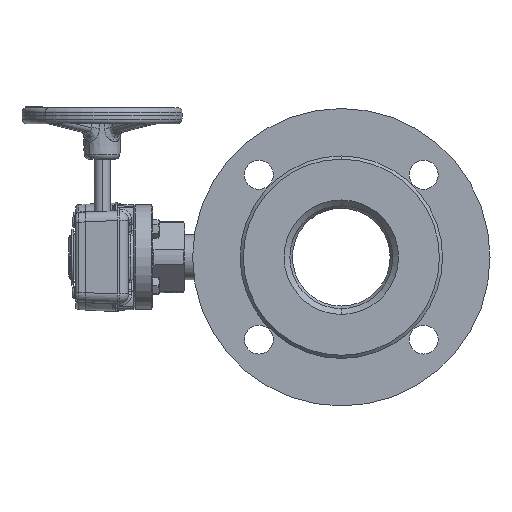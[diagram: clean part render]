
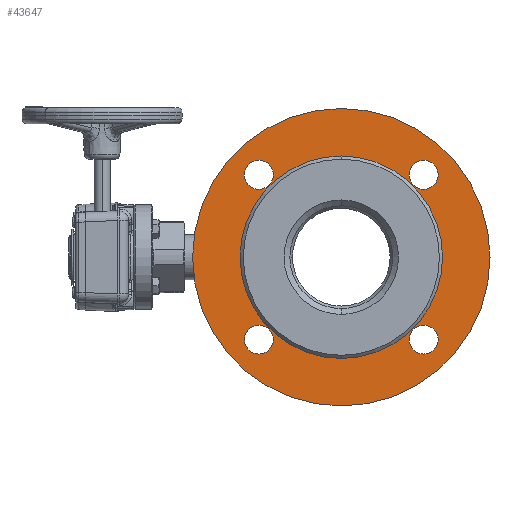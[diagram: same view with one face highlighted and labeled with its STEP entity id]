
A CAD part, left-side view. The second image highlights one B-rep face of the part: STEP entity #43647.
In plain terms, the highlighted planar face has unit normal (-1, 0, 0).
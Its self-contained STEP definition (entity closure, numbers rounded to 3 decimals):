
#38 = AXIS2_PLACEMENT_3D ( 'NONE', #40654, #9674, #39039 ) ;
#474 = CARTESIAN_POINT ( 'NONE',  ( -143., 71.142, 0. ) ) ;
#1494 = ORIENTED_EDGE ( 'NONE', *, *, #26952, .F. ) ;
#2182 = CIRCLE ( 'NONE', #27460, 92.5 ) ;
#2518 = CARTESIAN_POINT ( 'NONE',  ( -143., 71.142, -92.5 ) ) ;
#2666 = AXIS2_PLACEMENT_3D ( 'NONE', #4081, #24675, #20820 ) ;
#2697 = FACE_BOUND ( 'NONE', #22243, .T. ) ;
#3060 = VERTEX_POINT ( 'NONE', #3828 ) ;
#3101 = DIRECTION ( 'NONE',  ( -1., 0., 0. ) ) ;
#3601 = ORIENTED_EDGE ( 'NONE', *, *, #5204, .F. ) ;
#3828 = CARTESIAN_POINT ( 'NONE',  ( -143., 19.877, -60.265 ) ) ;
#3965 = CARTESIAN_POINT ( 'NONE',  ( -143., 71.142, 92.5 ) ) ;
#4042 = AXIS2_PLACEMENT_3D ( 'NONE', #44391, #13432, #41895 ) ;
#4081 = CARTESIAN_POINT ( 'NONE',  ( -143., 19.877, -51.265 ) ) ;
#4186 = CARTESIAN_POINT ( 'NONE',  ( -143., 122.408, -60.265 ) ) ;
#4331 = EDGE_CURVE ( 'NONE', #18076, #6812, #31883, .T. ) ;
#4659 = ORIENTED_EDGE ( 'NONE', *, *, #38652, .T. ) ;
#5204 = EDGE_CURVE ( 'NONE', #34528, #15666, #12112, .T. ) ;
#5401 = CARTESIAN_POINT ( 'NONE',  ( -143., 134.142, 0. ) ) ;
#5856 = DIRECTION ( 'NONE',  ( 1., 0., 0. ) ) ;
#6134 = ORIENTED_EDGE ( 'NONE', *, *, #18440, .F. ) ;
#6476 = CARTESIAN_POINT ( 'NONE',  ( -143., 122.408, 51.265 ) ) ;
#6812 = VERTEX_POINT ( 'NONE', #14201 ) ;
#6992 = CIRCLE ( 'NONE', #32283, 63. ) ;
#8142 = AXIS2_PLACEMENT_3D ( 'NONE', #39855, #21781, #22683 ) ;
#8563 = CARTESIAN_POINT ( 'NONE',  ( -143., 122.408, -51.265 ) ) ;
#8792 = EDGE_CURVE ( 'NONE', #20237, #23253, #23351, .T. ) ;
#8893 = DIRECTION ( 'NONE',  ( 0., 0., -1. ) ) ;
#9674 = DIRECTION ( 'NONE',  ( -1., 0., 0. ) ) ;
#9765 = EDGE_CURVE ( 'NONE', #21800, #41661, #19581, .T. ) ;
#10866 = AXIS2_PLACEMENT_3D ( 'NONE', #43256, #42580, #8893 ) ;
#12112 = CIRCLE ( 'NONE', #17209, 9. ) ;
#12345 = AXIS2_PLACEMENT_3D ( 'NONE', #19631, #23041, #12411 ) ;
#12411 = DIRECTION ( 'NONE',  ( 0., 0., 1. ) ) ;
#13023 = CARTESIAN_POINT ( 'NONE',  ( -143., 122.408, -42.265 ) ) ;
#13432 = DIRECTION ( 'NONE',  ( -1., 0., 0. ) ) ;
#14201 = CARTESIAN_POINT ( 'NONE',  ( -143., 122.408, 42.265 ) ) ;
#14480 = DIRECTION ( 'NONE',  ( 1., 0., 0. ) ) ;
#15185 = CARTESIAN_POINT ( 'NONE',  ( -143., 19.877, 42.265 ) ) ;
#15410 = AXIS2_PLACEMENT_3D ( 'NONE', #5401, #5856, #36167 ) ;
#15666 = VERTEX_POINT ( 'NONE', #13023 ) ;
#16234 = EDGE_LOOP ( 'NONE', ( #4659, #44287 ) ) ;
#16815 = DIRECTION ( 'NONE',  ( 0., 0., 1. ) ) ;
#17209 = AXIS2_PLACEMENT_3D ( 'NONE', #8563, #39990, #42925 ) ;
#18076 = VERTEX_POINT ( 'NONE', #39501 ) ;
#18178 = EDGE_LOOP ( 'NONE', ( #24134, #44560 ) ) ;
#18440 = EDGE_CURVE ( 'NONE', #6812, #18076, #25779, .T. ) ;
#19386 = EDGE_LOOP ( 'NONE', ( #26149, #1494 ) ) ;
#19581 = CIRCLE ( 'NONE', #20294, 92.5 ) ;
#19631 = CARTESIAN_POINT ( 'NONE',  ( -143., 19.877, 51.265 ) ) ;
#19873 = FACE_BOUND ( 'NONE', #30023, .T. ) ;
#20237 = VERTEX_POINT ( 'NONE', #38187 ) ;
#20294 = AXIS2_PLACEMENT_3D ( 'NONE', #29310, #39482, #25942 ) ;
#20820 = DIRECTION ( 'NONE',  ( 0., -1., 0. ) ) ;
#21781 = DIRECTION ( 'NONE',  ( 1., 0., 0. ) ) ;
#21800 = VERTEX_POINT ( 'NONE', #3965 ) ;
#22243 = EDGE_LOOP ( 'NONE', ( #3601, #32566 ) ) ;
#22378 = FACE_BOUND ( 'NONE', #18178, .T. ) ;
#22608 = FACE_BOUND ( 'NONE', #16234, .T. ) ;
#22683 = DIRECTION ( 'NONE',  ( 0., 0., 1. ) ) ;
#23041 = DIRECTION ( 'NONE',  ( -1., 0., 0. ) ) ;
#23060 = FACE_BOUND ( 'NONE', #24633, .T. ) ;
#23253 = VERTEX_POINT ( 'NONE', #30827 ) ;
#23351 = CIRCLE ( 'NONE', #8142, 63. ) ;
#24134 = ORIENTED_EDGE ( 'NONE', *, *, #32289, .F. ) ;
#24254 = CARTESIAN_POINT ( 'NONE',  ( -143., 19.877, 60.265 ) ) ;
#24633 = EDGE_LOOP ( 'NONE', ( #43294, #36743 ) ) ;
#24675 = DIRECTION ( 'NONE',  ( -1., 0., 0. ) ) ;
#25217 = EDGE_CURVE ( 'NONE', #40632, #28898, #36756, .T. ) ;
#25779 = CIRCLE ( 'NONE', #30094, 9. ) ;
#25942 = DIRECTION ( 'NONE',  ( 0., 0., 1. ) ) ;
#26015 = PLANE ( 'NONE',  #15410 ) ;
#26149 = ORIENTED_EDGE ( 'NONE', *, *, #9765, .F. ) ;
#26377 = CARTESIAN_POINT ( 'NONE',  ( -143., 122.408, 51.265 ) ) ;
#26952 = EDGE_CURVE ( 'NONE', #41661, #21800, #2182, .T. ) ;
#27414 = EDGE_CURVE ( 'NONE', #15666, #34528, #42627, .T. ) ;
#27460 = AXIS2_PLACEMENT_3D ( 'NONE', #44167, #41000, #16815 ) ;
#27921 = EDGE_CURVE ( 'NONE', #28898, #40632, #42563, .T. ) ;
#28176 = AXIS2_PLACEMENT_3D ( 'NONE', #26377, #37810, #34641 ) ;
#28898 = VERTEX_POINT ( 'NONE', #15185 ) ;
#29310 = CARTESIAN_POINT ( 'NONE',  ( -143., 71.142, 0. ) ) ;
#29349 = CIRCLE ( 'NONE', #4042, 9. ) ;
#30023 = EDGE_LOOP ( 'NONE', ( #6134, #35997 ) ) ;
#30094 = AXIS2_PLACEMENT_3D ( 'NONE', #6476, #3101, #35175 ) ;
#30827 = CARTESIAN_POINT ( 'NONE',  ( -143., 71.142, 63. ) ) ;
#31883 = CIRCLE ( 'NONE', #28176, 9. ) ;
#32283 = AXIS2_PLACEMENT_3D ( 'NONE', #474, #14480, #35059 ) ;
#32289 = EDGE_CURVE ( 'NONE', #3060, #36201, #29349, .T. ) ;
#32566 = ORIENTED_EDGE ( 'NONE', *, *, #27414, .F. ) ;
#33449 = FACE_OUTER_BOUND ( 'NONE', #19386, .T. ) ;
#34528 = VERTEX_POINT ( 'NONE', #4186 ) ;
#34641 = DIRECTION ( 'NONE',  ( 0., 1., 0. ) ) ;
#35059 = DIRECTION ( 'NONE',  ( 0., 0., 1. ) ) ;
#35175 = DIRECTION ( 'NONE',  ( 0., 1., 0. ) ) ;
#35997 = ORIENTED_EDGE ( 'NONE', *, *, #4331, .F. ) ;
#36167 = DIRECTION ( 'NONE',  ( 0., 0., 1. ) ) ;
#36201 = VERTEX_POINT ( 'NONE', #40011 ) ;
#36743 = ORIENTED_EDGE ( 'NONE', *, *, #25217, .F. ) ;
#36756 = CIRCLE ( 'NONE', #38, 9. ) ;
#37712 = EDGE_CURVE ( 'NONE', #36201, #3060, #41627, .T. ) ;
#37810 = DIRECTION ( 'NONE',  ( -1., 0., 0. ) ) ;
#38187 = CARTESIAN_POINT ( 'NONE',  ( -143., 71.142, -63. ) ) ;
#38652 = EDGE_CURVE ( 'NONE', #23253, #20237, #6992, .T. ) ;
#39039 = DIRECTION ( 'NONE',  ( 0., 0., 1. ) ) ;
#39482 = DIRECTION ( 'NONE',  ( 1., 0., 0. ) ) ;
#39501 = CARTESIAN_POINT ( 'NONE',  ( -143., 122.408, 60.265 ) ) ;
#39855 = CARTESIAN_POINT ( 'NONE',  ( -143., 71.142, 0. ) ) ;
#39990 = DIRECTION ( 'NONE',  ( -1., 0., 0. ) ) ;
#40011 = CARTESIAN_POINT ( 'NONE',  ( -143., 19.877, -42.265 ) ) ;
#40632 = VERTEX_POINT ( 'NONE', #24254 ) ;
#40654 = CARTESIAN_POINT ( 'NONE',  ( -143., 19.877, 51.265 ) ) ;
#41000 = DIRECTION ( 'NONE',  ( 1., 0., 0. ) ) ;
#41627 = CIRCLE ( 'NONE', #2666, 9. ) ;
#41661 = VERTEX_POINT ( 'NONE', #2518 ) ;
#41895 = DIRECTION ( 'NONE',  ( 0., -1., 0. ) ) ;
#42563 = CIRCLE ( 'NONE', #12345, 9. ) ;
#42580 = DIRECTION ( 'NONE',  ( -1., 0., 0. ) ) ;
#42627 = CIRCLE ( 'NONE', #10866, 9. ) ;
#42925 = DIRECTION ( 'NONE',  ( 0., 0., -1. ) ) ;
#43256 = CARTESIAN_POINT ( 'NONE',  ( -143., 122.408, -51.265 ) ) ;
#43294 = ORIENTED_EDGE ( 'NONE', *, *, #27921, .F. ) ;
#43647 = ADVANCED_FACE ( 'NONE', ( #19873, #23060, #22378, #2697, #33449, #22608 ), #26015, .F. ) ;
#44167 = CARTESIAN_POINT ( 'NONE',  ( -143., 71.142, 0. ) ) ;
#44287 = ORIENTED_EDGE ( 'NONE', *, *, #8792, .T. ) ;
#44391 = CARTESIAN_POINT ( 'NONE',  ( -143., 19.877, -51.265 ) ) ;
#44560 = ORIENTED_EDGE ( 'NONE', *, *, #37712, .F. ) ;
